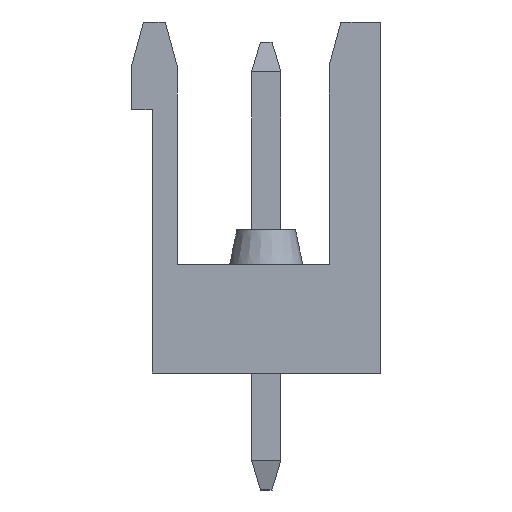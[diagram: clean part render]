
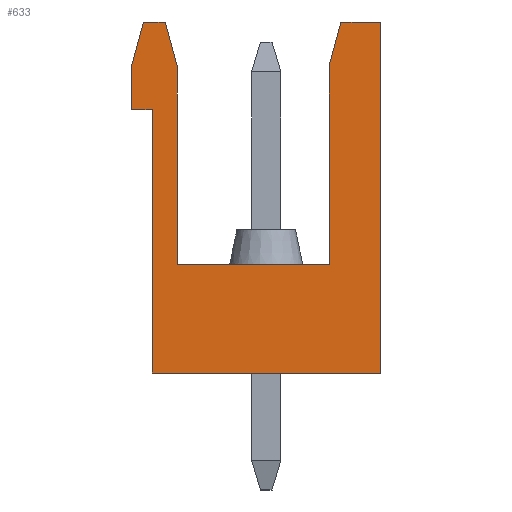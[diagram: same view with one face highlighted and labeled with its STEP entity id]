
A CAD part, left-side view. The second image highlights one B-rep face of the part: STEP entity #633.
In plain terms, the highlighted planar face has unit normal (-1, 0, 0).
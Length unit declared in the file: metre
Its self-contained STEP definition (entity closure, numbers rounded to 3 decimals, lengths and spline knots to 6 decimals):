
#633=ADVANCED_FACE('',(#1648),#1649,.F.);
#1648=FACE_OUTER_BOUND('',#3068,.T.);
#1649=PLANE('',#3069);
#3068=EDGE_LOOP('',(#4895,#4896,#4897,#4898,#4899,#4900,#4901,#4902,#4903,#4904,#4905,#4906,#4907));
#3069=AXIS2_PLACEMENT_3D('',#4908,#4909,#4910);
#4895=ORIENTED_EDGE('',*,*,#8826,.T.);
#4896=ORIENTED_EDGE('',*,*,#8827,.F.);
#4897=ORIENTED_EDGE('',*,*,#8828,.T.);
#4898=ORIENTED_EDGE('',*,*,#8829,.F.);
#4899=ORIENTED_EDGE('',*,*,#8555,.F.);
#4900=ORIENTED_EDGE('',*,*,#8830,.F.);
#4901=ORIENTED_EDGE('',*,*,#8528,.T.);
#4902=ORIENTED_EDGE('',*,*,#8831,.F.);
#4903=ORIENTED_EDGE('',*,*,#8832,.F.);
#4904=ORIENTED_EDGE('',*,*,#8833,.T.);
#4905=ORIENTED_EDGE('',*,*,#8702,.F.);
#4906=ORIENTED_EDGE('',*,*,#8834,.T.);
#4907=ORIENTED_EDGE('',*,*,#8835,.T.);
#4908=CARTESIAN_POINT('',(0.0063,0.0069,-0.01025));
#4909=DIRECTION('',(1.0,0.0,0.));
#4910=DIRECTION('',(0.0,1.0,0.0));
#8528=EDGE_CURVE('',#10236,#10237,#10238,.T.);
#8555=EDGE_CURVE('',#10283,#10278,#10285,.T.);
#8702=EDGE_CURVE('',#10541,#10542,#10543,.T.);
#8826=EDGE_CURVE('',#10753,#10754,#10755,.T.);
#8827=EDGE_CURVE('',#10756,#10754,#10757,.T.);
#8828=EDGE_CURVE('',#10756,#10758,#10759,.T.);
#8829=EDGE_CURVE('',#10278,#10758,#10760,.T.);
#8830=EDGE_CURVE('',#10236,#10283,#10761,.T.);
#8831=EDGE_CURVE('',#10762,#10237,#10763,.T.);
#8832=EDGE_CURVE('',#10764,#10762,#10765,.T.);
#8833=EDGE_CURVE('',#10764,#10542,#10766,.T.);
#8834=EDGE_CURVE('',#10541,#10767,#10768,.T.);
#8835=EDGE_CURVE('',#10767,#10753,#10769,.T.);
#10236=VERTEX_POINT('',#12698);
#10237=VERTEX_POINT('',#12699);
#10238=LINE('',#12700,#12701);
#10278=VERTEX_POINT('',#12759);
#10283=VERTEX_POINT('',#12766);
#10285=LINE('',#12769,#12770);
#10541=VERTEX_POINT('',#13149);
#10542=VERTEX_POINT('',#13150);
#10543=LINE('',#13151,#13152);
#10753=VERTEX_POINT('',#13465);
#10754=VERTEX_POINT('',#13466);
#10755=LINE('',#13467,#13468);
#10756=VERTEX_POINT('',#13469);
#10757=LINE('',#13470,#13471);
#10758=VERTEX_POINT('',#13472);
#10759=LINE('',#13473,#13474);
#10760=LINE('',#13475,#13476);
#10761=LINE('',#13477,#13478);
#10762=VERTEX_POINT('',#13479);
#10763=LINE('',#13480,#13481);
#10764=VERTEX_POINT('',#13482);
#10765=LINE('',#13483,#13484);
#10766=LINE('',#13485,#13486);
#10767=VERTEX_POINT('',#13487);
#10768=LINE('',#13488,#13489);
#10769=LINE('',#13490,#13491);
#12698=CARTESIAN_POINT('',(0.0063,0.0078,-0.012));
#12699=CARTESIAN_POINT('',(0.0063,0.,-0.012));
#12700=CARTESIAN_POINT('',(0.0063,0.0078,-0.012));
#12701=VECTOR('',#16081,1.0);
#12759=CARTESIAN_POINT('',(0.0063,0.0085,-0.003));
#12766=CARTESIAN_POINT('',(0.0063,0.0078,-0.003));
#12769=CARTESIAN_POINT('',(0.0063,0.0081,-0.003));
#12770=VECTOR('',#16103,1.0);
#13149=CARTESIAN_POINT('',(0.0063,0.00175,-0.0083));
#13150=CARTESIAN_POINT('',(0.0063,0.00175,-0.0015));
#13151=CARTESIAN_POINT('',(0.0063,0.00175,-0.01025));
#13152=VECTOR('',#16221,1.0);
#13465=CARTESIAN_POINT('',(0.0063,0.00695,-0.0015));
#13466=CARTESIAN_POINT('',(0.0063,0.007352,0.));
#13467=CARTESIAN_POINT('',(0.0063,0.007352,0.));
#13468=VECTOR('',#16322,1.0);
#13469=CARTESIAN_POINT('',(0.0063,0.0081,0.));
#13470=CARTESIAN_POINT('',(0.0063,0.0081,0.));
#13471=VECTOR('',#16323,1.0);
#13472=CARTESIAN_POINT('',(0.0063,0.0085,-0.001493));
#13473=CARTESIAN_POINT('',(0.0063,0.0081,0.));
#13474=VECTOR('',#16324,1.0);
#13475=CARTESIAN_POINT('',(0.0063,0.0085,-0.003));
#13476=VECTOR('',#16325,1.0);
#13477=CARTESIAN_POINT('',(0.0063,0.0078,-0.0098));
#13478=VECTOR('',#16326,1.0);
#13479=CARTESIAN_POINT('',(0.0063,0.,0.));
#13480=CARTESIAN_POINT('',(0.0063,0.,0.));
#13481=VECTOR('',#16327,1.0);
#13482=CARTESIAN_POINT('',(0.0063,0.001348,0.));
#13483=CARTESIAN_POINT('',(0.0063,0.0081,0.));
#13484=VECTOR('',#16328,1.0);
#13485=CARTESIAN_POINT('',(0.0063,0.00175,-0.0015));
#13486=VECTOR('',#16329,1.0);
#13487=CARTESIAN_POINT('',(0.0063,0.00695,-0.0083));
#13488=CARTESIAN_POINT('',(0.0063,0.0069,-0.0083));
#13489=VECTOR('',#16330,1.0);
#13490=CARTESIAN_POINT('',(0.0063,0.00695,-0.01025));
#13491=VECTOR('',#16331,1.0);
#16081=DIRECTION('',(0.,-1.0,0.));
#16103=DIRECTION('',(0.,1.0,0.));
#16221=DIRECTION('',(0.,0.,1.0));
#16322=DIRECTION('',(0.,0.259,0.966));
#16323=DIRECTION('',(0.,-1.0,0.));
#16324=DIRECTION('',(0.,0.259,-0.966));
#16325=DIRECTION('',(0.,0.,1.0));
#16326=DIRECTION('',(0.,0.,1.0));
#16327=DIRECTION('',(0.,0.,-1.0));
#16328=DIRECTION('',(0.,-1.0,0.));
#16329=DIRECTION('',(0.,0.259,-0.966));
#16330=DIRECTION('',(0.0,1.0,0.0));
#16331=DIRECTION('',(0.,0.,1.0));
